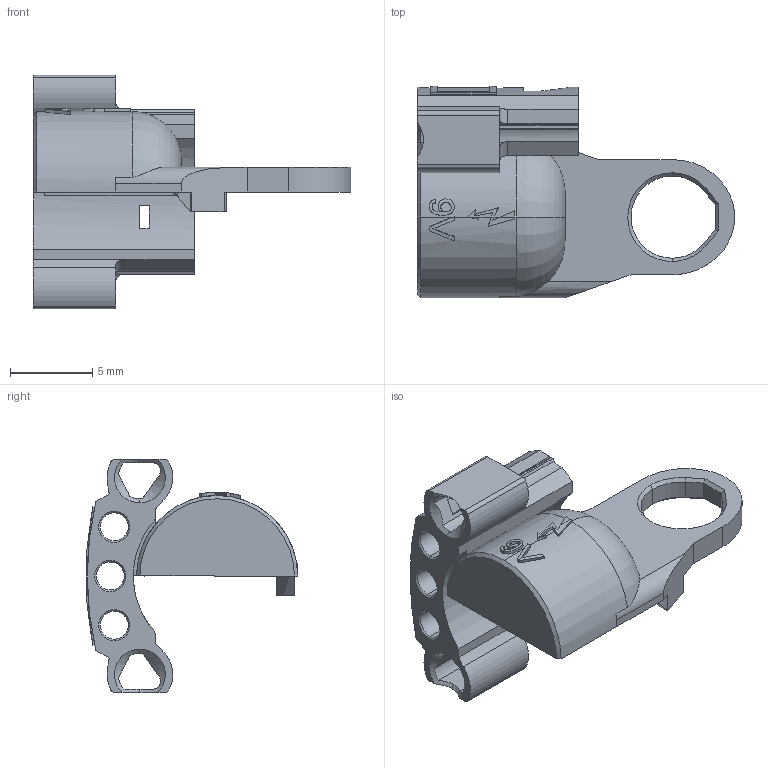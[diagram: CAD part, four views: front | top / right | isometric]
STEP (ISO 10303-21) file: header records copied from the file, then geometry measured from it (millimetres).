
FILE_DESCRIPTION (( 'STEP AP214' ), '1' );
FILE_NAME ('Kegelseite V7.STEP', '2025-11-23T13:38:47', ( '' ), ( '' ), 'SwSTEP 2.0', 'SolidWorks 2025', '' );
FILE_SCHEMA (( 'AUTOMOTIVE_DESIGN' ));
Length unit declared in the file: millimetre
Products named in the file (1): Kegelseite V7
Bounding box: 19.3 x 12.86 x 14.2 mm (x, y, z)
Volume: 448.8 mm3; surface area: 1111.4 mm2
Topology: 1 solids, 1 shells, 253 faces, 707 edges, 456 vertices
Faces by surface type: plane 105, cylinder 80, bspline 34, cone 30, torus 4
Entity records: 9784 total; most frequent: CARTESIAN_POINT 3523, ORIENTED_EDGE 1414, DIRECTION 1170, EDGE_CURVE 707, VERTEX_POINT 456, AXIS2_PLACEMENT_3D 414, LINE 342, VECTOR 342
